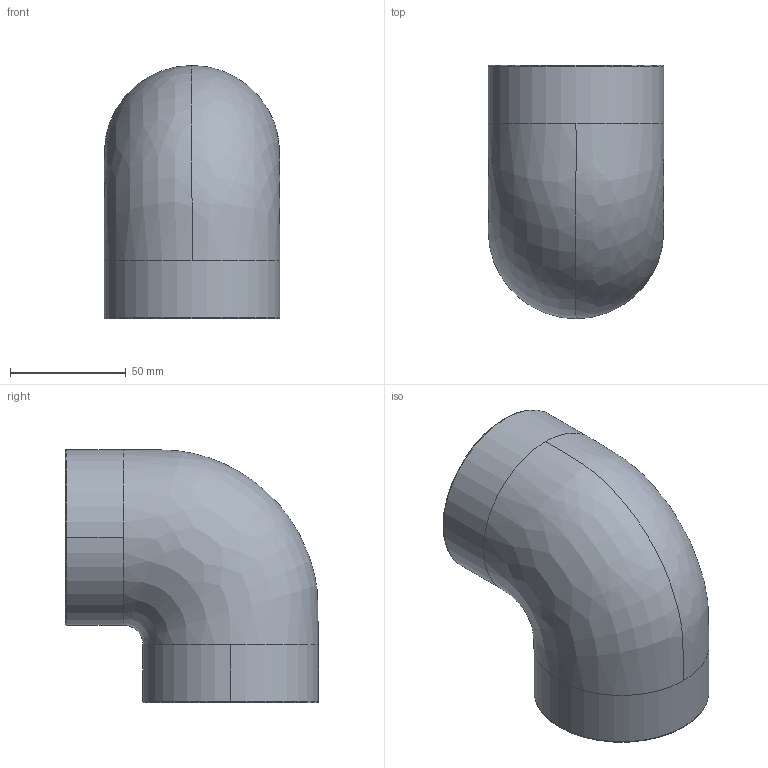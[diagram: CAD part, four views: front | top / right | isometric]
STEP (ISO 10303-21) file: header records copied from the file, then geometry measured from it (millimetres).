
FILE_DESCRIPTION(('STEP AP214'),'1');
FILE_NAME('gic063.stp','2018-05-15T07:37:59',('TraceParts'),('TraceParts S.A.'),'Spatial InterOp 3D',' ',' ');
FILE_SCHEMA(('automotive_design'));
Length unit declared in the file: millimetre
Products named in the file (1): gic063
Bounding box: 76 x 109.5 x 109.5 mm (x, y, z)
Volume: 186496.7 mm3; surface area: 58862.6 mm2
Topology: 1 solids, 1 shells, 21 faces, 52 edges, 35 vertices
Faces by surface type: cylinder 8, bspline 5, torus 4, plane 4
Entity records: 1811 total; most frequent: CARTESIAN_POINT 1092, DIRECTION 122, ORIENTED_EDGE 104, AXIS2_PLACEMENT_3D 56, EDGE_CURVE 52, CIRCLE 39, VERTEX_POINT 35, EDGE_LOOP 25
